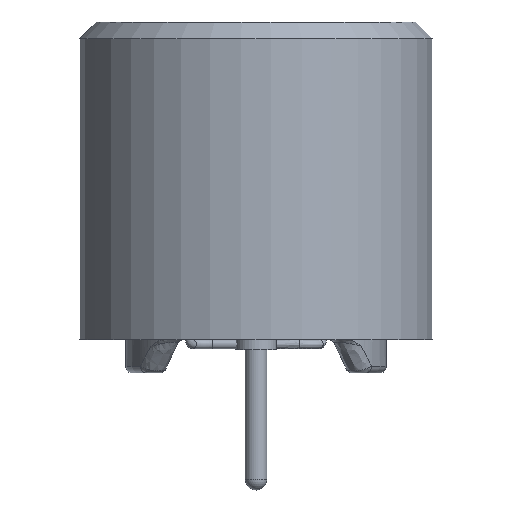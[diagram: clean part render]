
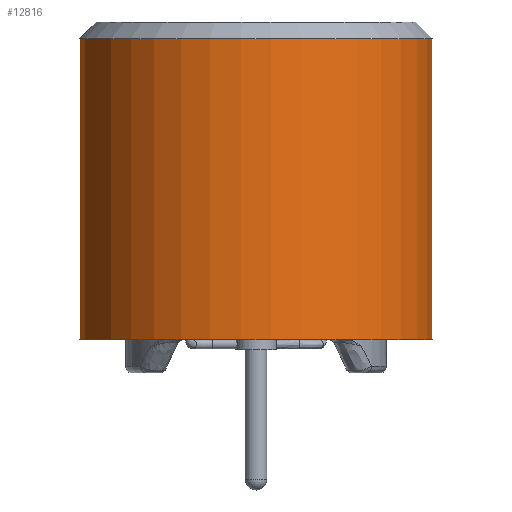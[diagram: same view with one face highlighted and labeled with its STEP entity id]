
A CAD part, front view. The second image highlights one B-rep face of the part: STEP entity #12816.
In plain terms, the highlighted cylindrical face has radius 5.3 mm (diameter 10.6 mm), a full revolution.
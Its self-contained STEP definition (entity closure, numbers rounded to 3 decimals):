
#11283 = VERTEX_POINT('',#11284);
#11284 = CARTESIAN_POINT('',(-3.748,3.748,10.));
#11289 = EDGE_CURVE('',#11283,#11283,#11290,.T.);
#11290 = CIRCLE('',#11291,5.3);
#11291 = AXIS2_PLACEMENT_3D('',#11292,#11293,#11294);
#11292 = CARTESIAN_POINT('',(0.,0.,
    10.));
#11293 = DIRECTION('',(0.,0.,-1.));
#11294 = DIRECTION('',(-0.707,0.707,0.));
#12816 = ADVANCED_FACE('',(#12817),#12844,.T.);
#12817 = FACE_BOUND('',#12818,.T.);
#12818 = EDGE_LOOP('',(#12819,#12820,#12827,#12836,#12843));
#12819 = ORIENTED_EDGE('',*,*,#11289,.T.);
#12820 = ORIENTED_EDGE('',*,*,#12821,.F.);
#12821 = EDGE_CURVE('',#12822,#11283,#12824,.T.);
#12822 = VERTEX_POINT('',#12823);
#12823 = CARTESIAN_POINT('',(-3.748,3.748,1.));
#12824 = B_SPLINE_CURVE_WITH_KNOTS('',1,(#12825,#12826),.UNSPECIFIED.,
  .F.,.F.,(2,2),(-9.5,-0.5),.PIECEWISE_BEZIER_KNOTS.);
#12825 = CARTESIAN_POINT('',(-3.748,3.748,1.));
#12826 = CARTESIAN_POINT('',(-3.748,3.748,10.));
#12827 = ORIENTED_EDGE('',*,*,#12828,.F.);
#12828 = EDGE_CURVE('',#12829,#12822,#12831,.T.);
#12829 = VERTEX_POINT('',#12830);
#12830 = CARTESIAN_POINT('',(3.748,-3.748,1.));
#12831 = CIRCLE('',#12832,5.3);
#12832 = AXIS2_PLACEMENT_3D('',#12833,#12834,#12835);
#12833 = CARTESIAN_POINT('',(0.,0.,1.
    ));
#12834 = DIRECTION('',(0.,0.,-1.));
#12835 = DIRECTION('',(0.707,-0.707,0.));
#12836 = ORIENTED_EDGE('',*,*,#12837,.F.);
#12837 = EDGE_CURVE('',#12822,#12829,#12838,.T.);
#12838 = CIRCLE('',#12839,5.3);
#12839 = AXIS2_PLACEMENT_3D('',#12840,#12841,#12842);
#12840 = CARTESIAN_POINT('',(0.,0.,1.
    ));
#12841 = DIRECTION('',(0.,0.,-1.));
#12842 = DIRECTION('',(0.707,-0.707,0.));
#12843 = ORIENTED_EDGE('',*,*,#12821,.T.);
#12844 = CYLINDRICAL_SURFACE('',#12845,5.3);
#12845 = AXIS2_PLACEMENT_3D('',#12846,#12847,#12848);
#12846 = CARTESIAN_POINT('',(0.,0.,
    10.5));
#12847 = DIRECTION('',(0.,0.,1.));
#12848 = DIRECTION('',(-0.707,0.707,0.));
